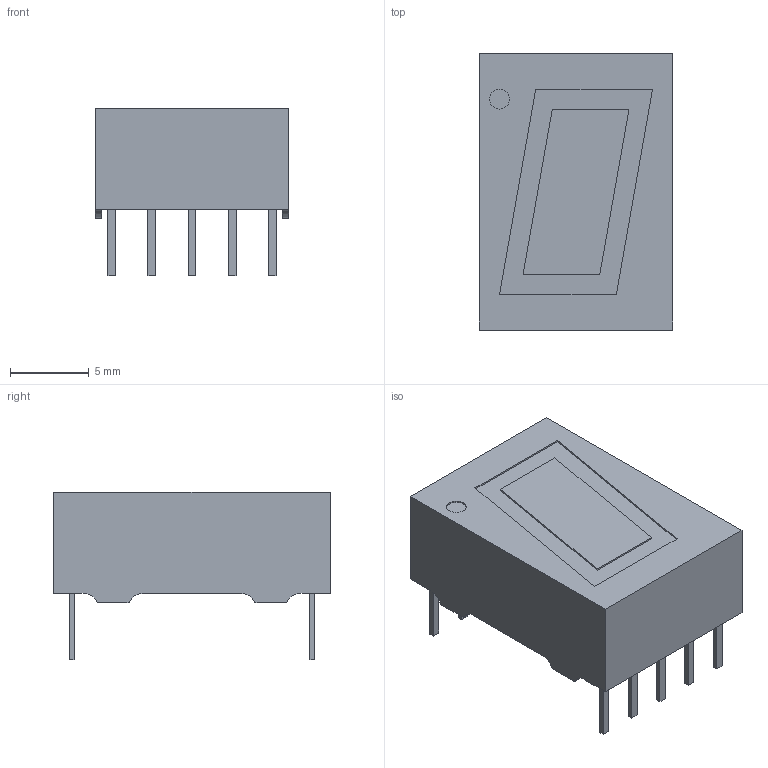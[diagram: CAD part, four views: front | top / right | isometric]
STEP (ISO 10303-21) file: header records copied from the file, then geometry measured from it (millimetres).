
FILE_DESCRIPTION (( 'STEP AP214' ), '1' );
FILE_NAME ('tdsr1350.STEP', '2018-11-18T20:30:14', ( '' ), ( '' ), 'SwSTEP 2.0', 'SolidWorks 2018', '' );
FILE_SCHEMA (( 'AUTOMOTIVE_DESIGN' ));
Length unit declared in the file: millimetre
Products named in the file (1): tdsr1350
Bounding box: 12.25 x 17.5 x 10.6 mm (x, y, z)
Volume: 1376.1 mm3; surface area: 897.2 mm2
Topology: 1 solids, 1 shells, 85 faces, 210 edges, 140 vertices
Faces by surface type: plane 75, cylinder 10
Entity records: 2650 total; most frequent: CARTESIAN_POINT 436, ORIENTED_EDGE 420, DIRECTION 402, EDGE_CURVE 210, VECTOR 190, LINE 190, VERTEX_POINT 140, AXIS2_PLACEMENT_3D 106
